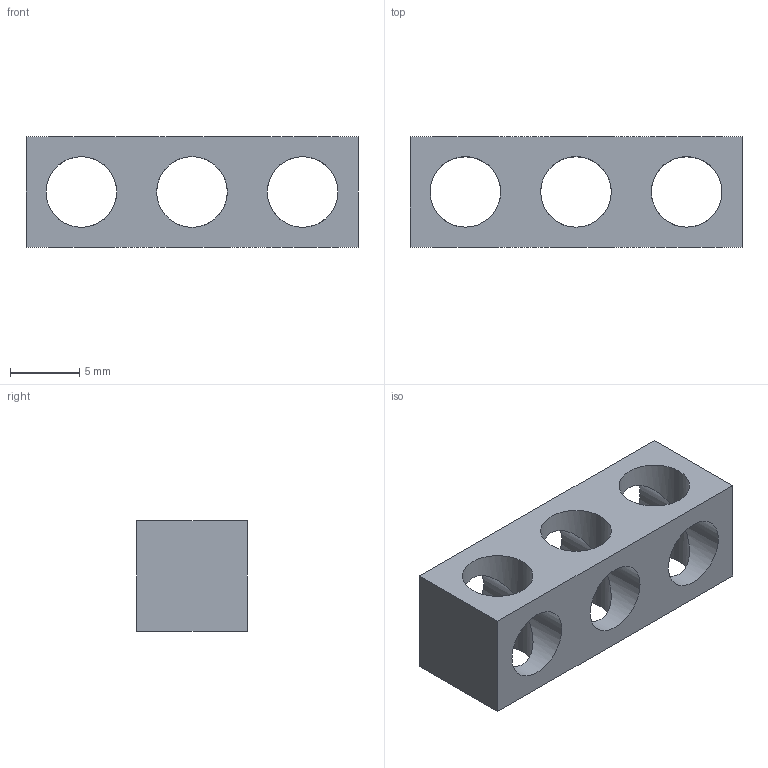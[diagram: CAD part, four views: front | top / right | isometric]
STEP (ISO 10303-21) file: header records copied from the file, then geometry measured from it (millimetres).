
FILE_DESCRIPTION(/* description */ (''),/* implementation_level */ '2;1');
FILE_NAME(/* name */ 'beam-3x1 v1.step',/* time_stamp */ '2021-12-25T17:08:09-05:00',/* author */ (''),/* organization */ (''),/* preprocessor_version */ 'ST-DEVELOPER v18.1',/* originating_system */ 'Autodesk Translation Framework v10.10.0.1391',/* authorisation */ '');
FILE_SCHEMA (('AUTOMOTIVE_DESIGN { 1 0 10303 214 3 1 1 }'));
Length unit declared in the file: millimetre
Products named in the file (1): beam-3x1
Bounding box: 24 x 8 x 8 mm (x, y, z)
Volume: 820.7 mm3; surface area: 1107.8 mm2
Topology: 1 solids, 1 shells, 18 faces, 54 edges, 32 vertices
Faces by surface type: cylinder 12, plane 6
Full cylindrical faces by diameter (mm): 5.1 x12
Entity records: 681 total; most frequent: DIRECTION 122, ORIENTED_EDGE 108, CARTESIAN_POINT 105, EDGE_CURVE 54, AXIS2_PLACEMENT_3D 49, VERTEX_POINT 32, EDGE_LOOP 30, LINE 24
